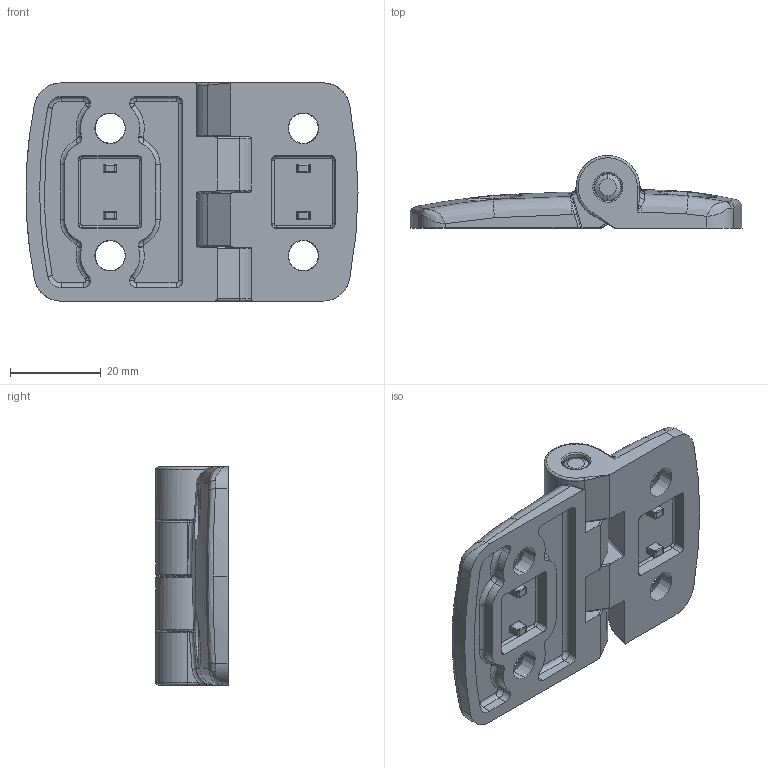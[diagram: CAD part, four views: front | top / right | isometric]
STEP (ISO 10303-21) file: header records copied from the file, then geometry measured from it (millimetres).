
FILE_DESCRIPTION (( 'STEP AP214' ), '1' );
FILE_NAME ('6228730', '2019-01-28T17:07:36', ( '' ), ('JUGARD+KÜNSTNER GmbH'), 'SwSTEP 2.0', 'SolidWorks 2017', '' );
FILE_SCHEMA (( 'AUTOMOTIVE_DESIGN' ));
Length unit declared in the file: millimetre
Products named in the file (5): 6228730; Part7; Part3; Part5; Part2
Assembly tree (7 placements, depth 2):
  6228730
    Part2
    Part5  x4
    Part3
    Part7
Bounding box: 73 x 15.95 x 48 mm (x, y, z)
Volume: 21751.3 mm3; surface area: 14808.9 mm2
Topology: 7 solids, 7 shells, 577 faces, 1441 edges, 871 vertices
Faces by surface type: plane 234, cylinder 176, bspline 138, cone 29
Entity records: 27473 total; most frequent: CARTESIAN_POINT 8731, ORIENTED_EDGE 2784, DIRECTION 2409, EDGE_CURVE 1392, AXIS2_PLACEMENT_3D 917, VERTEX_POINT 847, EDGE_LOOP 581, LINE 575
